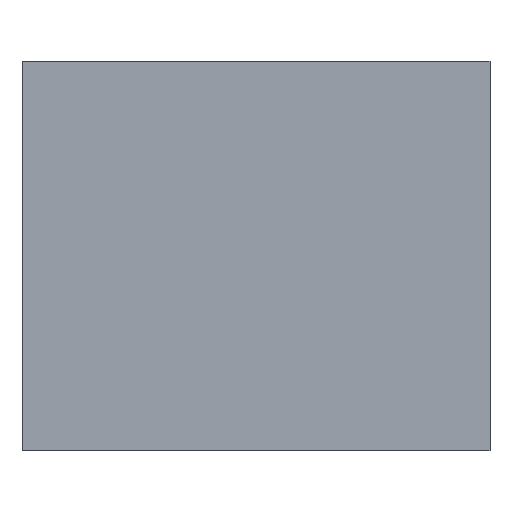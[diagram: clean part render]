
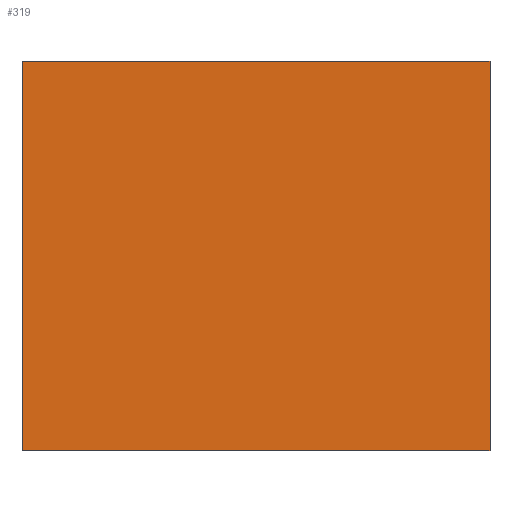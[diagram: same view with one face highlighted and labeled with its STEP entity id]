
A CAD part, left-side view. The second image highlights one B-rep face of the part: STEP entity #319.
In plain terms, the highlighted planar face has unit normal (-1, 0, 0).
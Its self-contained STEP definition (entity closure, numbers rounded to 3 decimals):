
#7 = CARTESIAN_POINT ( 'NONE',  ( 65.25, 29., 10. ) ) ;
#9 = EDGE_CURVE ( 'NONE', #211, #101, #54, .T. ) ;
#10 = CARTESIAN_POINT ( 'NONE',  ( 65.25, 29., 10. ) ) ;
#23 = PLANE ( 'NONE',  #64 ) ;
#51 = ORIENTED_EDGE ( 'NONE', *, *, #9, .F. ) ;
#54 = LINE ( 'NONE', #10, #212 ) ;
#64 = AXIS2_PLACEMENT_3D ( 'NONE', #165, #127, #266 ) ;
#87 = LINE ( 'NONE', #448, #172 ) ;
#101 = VERTEX_POINT ( 'NONE', #7 ) ;
#105 = CARTESIAN_POINT ( 'NONE',  ( 65.25, 29., 10. ) ) ;
#111 = VECTOR ( 'NONE', #136, 1000. ) ;
#126 = CARTESIAN_POINT ( 'NONE',  ( 65.25, 41., 10. ) ) ;
#127 = DIRECTION ( 'NONE',  ( 1., 0., 0. ) ) ;
#130 = ORIENTED_EDGE ( 'NONE', *, *, #365, .F. ) ;
#136 = DIRECTION ( 'NONE',  ( 0., 0., -1. ) ) ;
#146 = EDGE_CURVE ( 'NONE', #211, #205, #87, .T. ) ;
#155 = DIRECTION ( 'NONE',  ( 0., -1., 0. ) ) ;
#160 = EDGE_LOOP ( 'NONE', ( #379, #130, #51, #171 ) ) ;
#165 = CARTESIAN_POINT ( 'NONE',  ( 65.25, 29., 10. ) ) ;
#171 = ORIENTED_EDGE ( 'NONE', *, *, #146, .T. ) ;
#172 = VECTOR ( 'NONE', #233, 1000. ) ;
#194 = VECTOR ( 'NONE', #410, 1000. ) ;
#205 = VERTEX_POINT ( 'NONE', #301 ) ;
#208 = VERTEX_POINT ( 'NONE', #412 ) ;
#209 = LINE ( 'NONE', #105, #111 ) ;
#211 = VERTEX_POINT ( 'NONE', #126 ) ;
#212 = VECTOR ( 'NONE', #155, 1000. ) ;
#232 = EDGE_CURVE ( 'NONE', #205, #208, #298, .T. ) ;
#233 = DIRECTION ( 'NONE',  ( 0., 0., -1. ) ) ;
#266 = DIRECTION ( 'NONE',  ( 0., 0., -1. ) ) ;
#298 = LINE ( 'NONE', #439, #194 ) ;
#301 = CARTESIAN_POINT ( 'NONE',  ( 65.25, 41., 0. ) ) ;
#319 = ADVANCED_FACE ( 'NONE', ( #373 ), #23, .F. ) ;
#365 = EDGE_CURVE ( 'NONE', #101, #208, #209, .T. ) ;
#373 = FACE_OUTER_BOUND ( 'NONE', #160, .T. ) ;
#379 = ORIENTED_EDGE ( 'NONE', *, *, #232, .T. ) ;
#410 = DIRECTION ( 'NONE',  ( 0., -1., 0. ) ) ;
#412 = CARTESIAN_POINT ( 'NONE',  ( 65.25, 29., 0. ) ) ;
#439 = CARTESIAN_POINT ( 'NONE',  ( 65.25, 29., 0. ) ) ;
#448 = CARTESIAN_POINT ( 'NONE',  ( 65.25, 41., 10. ) ) ;
